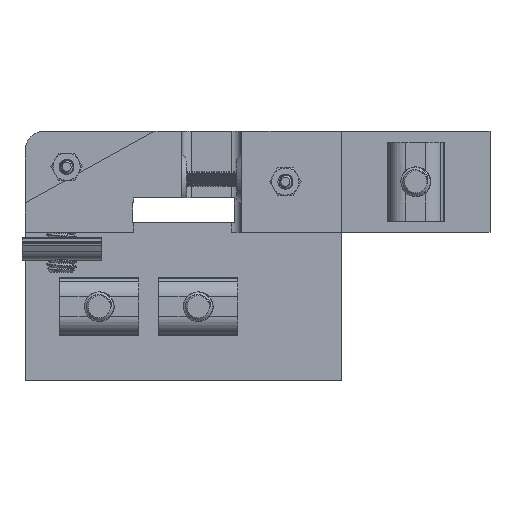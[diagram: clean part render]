
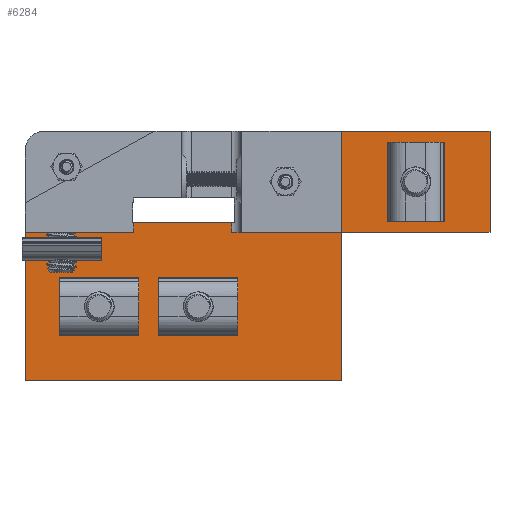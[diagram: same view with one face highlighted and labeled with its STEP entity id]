
A CAD part, left-side view. The second image highlights one B-rep face of the part: STEP entity #6284.
In plain terms, the highlighted planar face has unit normal (-1, 0, 0).
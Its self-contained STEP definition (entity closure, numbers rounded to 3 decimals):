
#754=LINE('',#8777,#1198);
#848=LINE('',#9018,#1292);
#849=LINE('',#9022,#1293);
#850=LINE('',#9024,#1294);
#851=LINE('',#9026,#1295);
#852=LINE('',#9028,#1296);
#853=LINE('',#9030,#1297);
#854=LINE('',#9032,#1298);
#855=LINE('',#9034,#1299);
#856=LINE('',#9035,#1300);
#857=LINE('',#9037,#1301);
#858=LINE('',#9043,#1302);
#859=LINE('',#9044,#1303);
#1198=VECTOR('',#7264,10.);
#1292=VECTOR('',#7466,10.);
#1293=VECTOR('',#7471,10.);
#1294=VECTOR('',#7472,10.);
#1295=VECTOR('',#7473,10.);
#1296=VECTOR('',#7474,10.);
#1297=VECTOR('',#7475,10.);
#1298=VECTOR('',#7476,10.);
#1299=VECTOR('',#7477,10.);
#1300=VECTOR('',#7478,10.);
#1301=VECTOR('',#7479,10.);
#1302=VECTOR('',#7484,10.);
#1303=VECTOR('',#7485,10.);
#1624=FACE_BOUND('',#2073,.T.);
#1625=FACE_BOUND('',#2074,.T.);
#1626=FACE_BOUND('',#2075,.T.);
#1698=FACE_OUTER_BOUND('',#2072,.T.);
#2072=EDGE_LOOP('',(#4401,#4402,#4403,#4404,#4405,#4406,#4407,#4408,#4409,
#4410,#4411,#4412,#4413,#4414,#4415));
#2073=EDGE_LOOP('',(#4416));
#2074=EDGE_LOOP('',(#4417));
#2075=EDGE_LOOP('',(#4418));
#2437=CIRCLE('',#6748,2.1);
#2438=CIRCLE('',#6749,2.1);
#2439=CIRCLE('',#6750,3.);
#2440=CIRCLE('',#6751,3.);
#2441=CIRCLE('',#6752,3.);
#2587=VERTEX_POINT('',#8774);
#2588=VERTEX_POINT('',#8776);
#2664=VERTEX_POINT('',#9015);
#2665=VERTEX_POINT('',#9017);
#2666=VERTEX_POINT('',#9021);
#2667=VERTEX_POINT('',#9023);
#2668=VERTEX_POINT('',#9025);
#2669=VERTEX_POINT('',#9027);
#2670=VERTEX_POINT('',#9029);
#2671=VERTEX_POINT('',#9031);
#2672=VERTEX_POINT('',#9033);
#2673=VERTEX_POINT('',#9036);
#2674=VERTEX_POINT('',#9038);
#2675=VERTEX_POINT('',#9040);
#2676=VERTEX_POINT('',#9042);
#2677=VERTEX_POINT('',#9045);
#2678=VERTEX_POINT('',#9047);
#2679=VERTEX_POINT('',#9049);
#3224=EDGE_CURVE('',#2588,#2587,#754,.T.);
#3336=EDGE_CURVE('',#2664,#2665,#848,.T.);
#3338=EDGE_CURVE('',#2664,#2666,#849,.T.);
#3339=EDGE_CURVE('',#2666,#2667,#850,.T.);
#3340=EDGE_CURVE('',#2667,#2668,#851,.T.);
#3341=EDGE_CURVE('',#2669,#2668,#852,.F.);
#3342=EDGE_CURVE('',#2669,#2670,#853,.T.);
#3343=EDGE_CURVE('',#2671,#2670,#854,.T.);
#3344=EDGE_CURVE('',#2671,#2672,#855,.T.);
#3345=EDGE_CURVE('',#2672,#2588,#856,.T.);
#3346=EDGE_CURVE('',#2673,#2587,#857,.T.);
#3347=EDGE_CURVE('',#2673,#2674,#2437,.T.);
#3348=EDGE_CURVE('',#2674,#2675,#2438,.T.);
#3349=EDGE_CURVE('',#2676,#2675,#858,.T.);
#3350=EDGE_CURVE('',#2676,#2665,#859,.T.);
#3351=EDGE_CURVE('',#2677,#2677,#2439,.T.);
#3352=EDGE_CURVE('',#2678,#2678,#2440,.T.);
#3353=EDGE_CURVE('',#2679,#2679,#2441,.T.);
#4401=ORIENTED_EDGE('',*,*,#3336,.F.);
#4402=ORIENTED_EDGE('',*,*,#3338,.T.);
#4403=ORIENTED_EDGE('',*,*,#3339,.T.);
#4404=ORIENTED_EDGE('',*,*,#3340,.T.);
#4405=ORIENTED_EDGE('',*,*,#3341,.F.);
#4406=ORIENTED_EDGE('',*,*,#3342,.T.);
#4407=ORIENTED_EDGE('',*,*,#3343,.F.);
#4408=ORIENTED_EDGE('',*,*,#3344,.T.);
#4409=ORIENTED_EDGE('',*,*,#3345,.T.);
#4410=ORIENTED_EDGE('',*,*,#3224,.T.);
#4411=ORIENTED_EDGE('',*,*,#3346,.F.);
#4412=ORIENTED_EDGE('',*,*,#3347,.T.);
#4413=ORIENTED_EDGE('',*,*,#3348,.T.);
#4414=ORIENTED_EDGE('',*,*,#3349,.F.);
#4415=ORIENTED_EDGE('',*,*,#3350,.T.);
#4416=ORIENTED_EDGE('',*,*,#3351,.T.);
#4417=ORIENTED_EDGE('',*,*,#3352,.T.);
#4418=ORIENTED_EDGE('',*,*,#3353,.T.);
#6157=PLANE('',#6747);
#6284=ADVANCED_FACE('',(#1698,#1624,#1625,#1626),#6157,.F.);
#6747=AXIS2_PLACEMENT_3D('',#9020,#7469,#7470);
#6748=AXIS2_PLACEMENT_3D('',#9039,#7480,#7481);
#6749=AXIS2_PLACEMENT_3D('',#9041,#7482,#7483);
#6750=AXIS2_PLACEMENT_3D('',#9046,#7486,#7487);
#6751=AXIS2_PLACEMENT_3D('',#9048,#7488,#7489);
#6752=AXIS2_PLACEMENT_3D('',#9050,#7490,#7491);
#7264=DIRECTION('',(0.,1.,0.));
#7466=DIRECTION('',(0.,0.,-1.));
#7469=DIRECTION('center_axis',(1.,0.,0.));
#7470=DIRECTION('ref_axis',(0.,0.,
-1.));
#7471=DIRECTION('',(0.,1.,0.));
#7472=DIRECTION('',(0.,0.,-1.));
#7473=DIRECTION('',(0.,1.,0.));
#7474=DIRECTION('',(0.,0.,-1.));
#7475=DIRECTION('',(0.,-1.,0.));
#7476=DIRECTION('',(0.,0.,-1.));
#7477=DIRECTION('',(0.,-1.,0.));
#7478=DIRECTION('',(0.,0.,1.));
#7479=DIRECTION('',(0.,0.,1.));
#7480=DIRECTION('center_axis',(1.,0.,0.));
#7481=DIRECTION('ref_axis',(0.,0.,-1.));
#7482=DIRECTION('center_axis',(1.,0.,0.));
#7483=DIRECTION('ref_axis',(0.,0.,-1.));
#7484=DIRECTION('',(0.,0.,1.));
#7485=DIRECTION('',(0.,1.,0.));
#7486=DIRECTION('center_axis',(1.,0.,0.));
#7487=DIRECTION('ref_axis',(0.,0.,-1.));
#7488=DIRECTION('center_axis',(1.,0.,0.));
#7489=DIRECTION('ref_axis',(0.,0.,-1.));
#7490=DIRECTION('center_axis',(1.,0.,0.));
#7491=DIRECTION('ref_axis',(0.,0.,-1.));
#8774=CARTESIAN_POINT('',(0.,471.525,-402.01));
#8776=CARTESIAN_POINT('',(0.,428.825,-402.01));
#8777=CARTESIAN_POINT('',(0.,428.825,-402.01));
#9015=CARTESIAN_POINT('',(0.,480.975,-420.5));
#9017=CARTESIAN_POINT('',(0.,480.975,-422.5));
#9018=CARTESIAN_POINT('',(0.,480.975,-328.377));
#9020=CARTESIAN_POINT('Origin',(0.,464.8,-247.5));
#9021=CARTESIAN_POINT('',(0.,500.775,-420.5));
#9022=CARTESIAN_POINT('',(0.,482.9,-420.5));
#9023=CARTESIAN_POINT('',(0.,500.775,-422.5));
#9024=CARTESIAN_POINT('',(0.,500.775,-335.));
#9025=CARTESIAN_POINT('',(0.,522.775,-422.5));
#9026=CARTESIAN_POINT('',(0.,497.787,-422.5));
#9027=CARTESIAN_POINT('',(0.,522.775,-452.5));
#9028=CARTESIAN_POINT('',(0.,522.775,-350.));
#9029=CARTESIAN_POINT('',(0.,458.825,-452.5));
#9030=CARTESIAN_POINT('',(0.,500.775,-452.5));
#9031=CARTESIAN_POINT('',(0.,458.825,-422.5));
#9032=CARTESIAN_POINT('',(0.,458.825,-402.01));
#9033=CARTESIAN_POINT('',(0.,428.825,-422.5));
#9034=CARTESIAN_POINT('',(0.,458.825,-422.5));
#9035=CARTESIAN_POINT('',(0.,428.825,-422.5));
#9036=CARTESIAN_POINT('',(0.,471.525,-410.651));
#9037=CARTESIAN_POINT('',(0.,471.525,-328.377));
#9038=CARTESIAN_POINT('',(0.,470.17,-410.155));
#9039=CARTESIAN_POINT('Origin',(0.,470.17,-412.255));
#9040=CARTESIAN_POINT('',(0.,471.525,-413.859));
#9041=CARTESIAN_POINT('Origin',(0.,470.17,-412.255));
#9042=CARTESIAN_POINT('',(0.,471.525,-422.5));
#9043=CARTESIAN_POINT('',(0.,471.525,-328.377));
#9044=CARTESIAN_POINT('',(0.,469.662,-422.5));
#9045=CARTESIAN_POINT('',(0.,507.775,-434.5));
#9046=CARTESIAN_POINT('Origin',(0.,507.775,-437.5));
#9047=CARTESIAN_POINT('',(0.,487.775,-434.5));
#9048=CARTESIAN_POINT('Origin',(0.,487.775,-437.5));
#9049=CARTESIAN_POINT('',(0.,443.825,-409.255));
#9050=CARTESIAN_POINT('Origin',(0.,443.825,-412.255));
